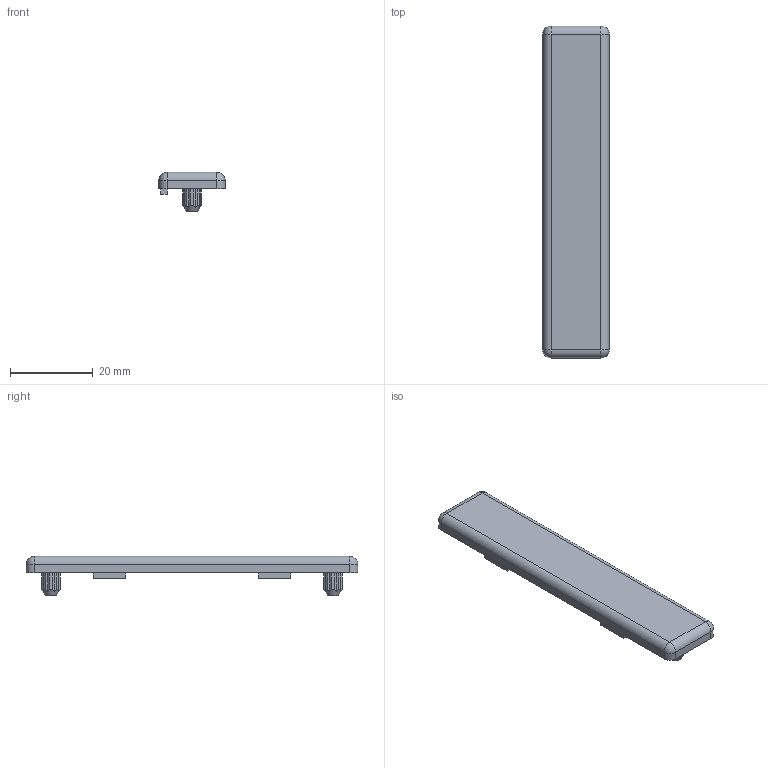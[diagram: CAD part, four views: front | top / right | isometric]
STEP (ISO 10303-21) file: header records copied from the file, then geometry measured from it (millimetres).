
FILE_DESCRIPTION(/* description */ (''),/* implementation_level */ '2;1');
FILE_NAME(/* name */ '221680.stp',/* time_stamp */ '2022-10-05T10:09:16+02:00',/* author */ ('aluteckkpl_am'),/* organization */ (''),/* preprocessor_version */ 'ST-DEVELOPER v18.1',/* originating_system */ 'Autodesk Inventor 2021',/* authorisation */ '');
FILE_SCHEMA (('CONFIG_CONTROL_DESIGN'));
Length unit declared in the file: millimetre
Products named in the file (2): 221680-ZP; 221680
Assembly tree (1 placements, depth 2):
  221680-ZP
    221680
Bounding box: 16 x 80 x 9.5 mm (x, y, z)
Volume: 3286.1 mm3; surface area: 3850.1 mm2
Topology: 1 solids, 1 shells, 87 faces, 228 edges, 148 vertices
Faces by surface type: plane 55, cylinder 26, sphere 4, cone 2
Full cylindrical faces by diameter (mm): 2.4 x2
Entity records: 2697 total; most frequent: CARTESIAN_POINT 530, ORIENTED_EDGE 456, DIRECTION 432, EDGE_CURVE 228, VERTEX_POINT 148, AXIS2_PLACEMENT_3D 146, LINE 140, VECTOR 140
